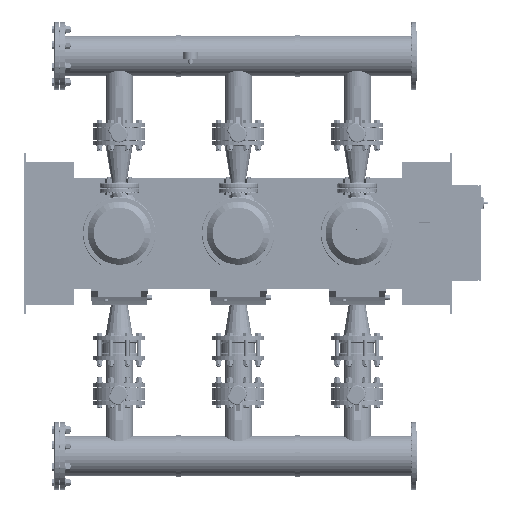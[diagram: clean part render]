
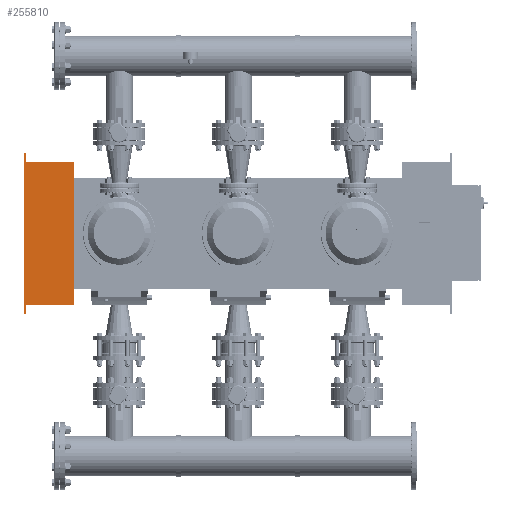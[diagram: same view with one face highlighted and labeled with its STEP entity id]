
A CAD part, top view. The second image highlights one B-rep face of the part: STEP entity #255810.
In plain terms, the highlighted planar face has unit normal (0, 0, 1).
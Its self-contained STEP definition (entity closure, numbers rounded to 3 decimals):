
#255115=CARTESIAN_POINT('',(60.,300.0,159.));
#255116=VERTEX_POINT('',#255115);
#255133=CARTESIAN_POINT('',(-140.,300.0,159.));
#255134=VERTEX_POINT('',#255133);
#255141=CARTESIAN_POINT('',(-140.,300.0,159.));
#255142=DIRECTION('',(1.0,0.0,0.0));
#255143=VECTOR('',#255142,200.0);
#255144=LINE('',#255141,#255143);
#255145=EDGE_CURVE('',#255134,#255116,#255144,.T.);
#255186=CARTESIAN_POINT('',(60.,-300.0,159.));
#255187=VERTEX_POINT('',#255186);
#255194=CARTESIAN_POINT('',(-140.,-300.0,159.));
#255195=VERTEX_POINT('',#255194);
#255196=CARTESIAN_POINT('',(-140.,-300.0,159.));
#255197=DIRECTION('',(1.0,0.0,0.0));
#255198=VECTOR('',#255197,200.0);
#255199=LINE('',#255196,#255198);
#255200=EDGE_CURVE('',#255195,#255187,#255199,.T.);
#255217=CARTESIAN_POINT('',(60.,-300.0,159.));
#255218=DIRECTION('',(0.0,1.0,0.0));
#255219=VECTOR('',#255218,600.0);
#255220=LINE('',#255217,#255219);
#255221=EDGE_CURVE('',#255187,#255116,#255220,.T.);
#255251=CARTESIAN_POINT('',(-140.,340.0,159.));
#255252=VERTEX_POINT('',#255251);
#255259=CARTESIAN_POINT('',(-140.,300.0,159.));
#255260=DIRECTION('',(0.0,1.0,0.0));
#255261=VECTOR('',#255260,40.0);
#255262=LINE('',#255259,#255261);
#255263=EDGE_CURVE('',#255134,#255252,#255262,.T.);
#255268=CARTESIAN_POINT('',(-140.,-340.0,159.));
#255269=VERTEX_POINT('',#255268);
#255270=CARTESIAN_POINT('',(-140.,-340.0,159.));
#255271=DIRECTION('',(0.0,1.0,0.0));
#255272=VECTOR('',#255271,40.0);
#255273=LINE('',#255270,#255272);
#255274=EDGE_CURVE('',#255269,#255195,#255273,.T.);
#255625=CARTESIAN_POINT('',(-150.,340.0,159.));
#255626=VERTEX_POINT('',#255625);
#255633=CARTESIAN_POINT('',(-150.,340.0,159.));
#255634=DIRECTION('',(1.0,0.0,0.0));
#255635=VECTOR('',#255634,10.0);
#255636=LINE('',#255633,#255635);
#255637=EDGE_CURVE('',#255626,#255252,#255636,.T.);
#255772=CARTESIAN_POINT('',(-150.,-340.0,159.));
#255773=VERTEX_POINT('',#255772);
#255774=CARTESIAN_POINT('',(-150.,-340.0,159.));
#255775=DIRECTION('',(1.0,0.0,0.0));
#255776=VECTOR('',#255775,10.0);
#255777=LINE('',#255774,#255776);
#255778=EDGE_CURVE('',#255773,#255269,#255777,.T.);
#255790=CARTESIAN_POINT('',(-150.0,0.0,159.0));
#255791=DIRECTION('',(0.0,0.0,1.0));
#255792=DIRECTION('',(-1.0,0.0,0.0));
#255793=AXIS2_PLACEMENT_3D('',#255790,#255791,#255792);
#255794=PLANE('',#255793);
#255795=ORIENTED_EDGE('',*,*,#255274,.T.);
#255796=ORIENTED_EDGE('',*,*,#255200,.T.);
#255797=ORIENTED_EDGE('',*,*,#255221,.T.);
#255798=ORIENTED_EDGE('',*,*,#255145,.F.);
#255799=ORIENTED_EDGE('',*,*,#255263,.T.);
#255800=ORIENTED_EDGE('',*,*,#255637,.F.);
#255801=CARTESIAN_POINT('',(-150.,-340.0,159.));
#255802=DIRECTION('',(0.0,1.0,0.0));
#255803=VECTOR('',#255802,680.0);
#255804=LINE('',#255801,#255803);
#255805=EDGE_CURVE('',#255773,#255626,#255804,.T.);
#255806=ORIENTED_EDGE('',*,*,#255805,.F.);
#255807=ORIENTED_EDGE('',*,*,#255778,.T.);
#255808=EDGE_LOOP('',(#255795,#255796,#255797,#255798,#255799,#255800,#255806,#255807));
#255809=FACE_OUTER_BOUND('',#255808,.T.);
#255810=ADVANCED_FACE('',(#255809),#255794,.T.);
